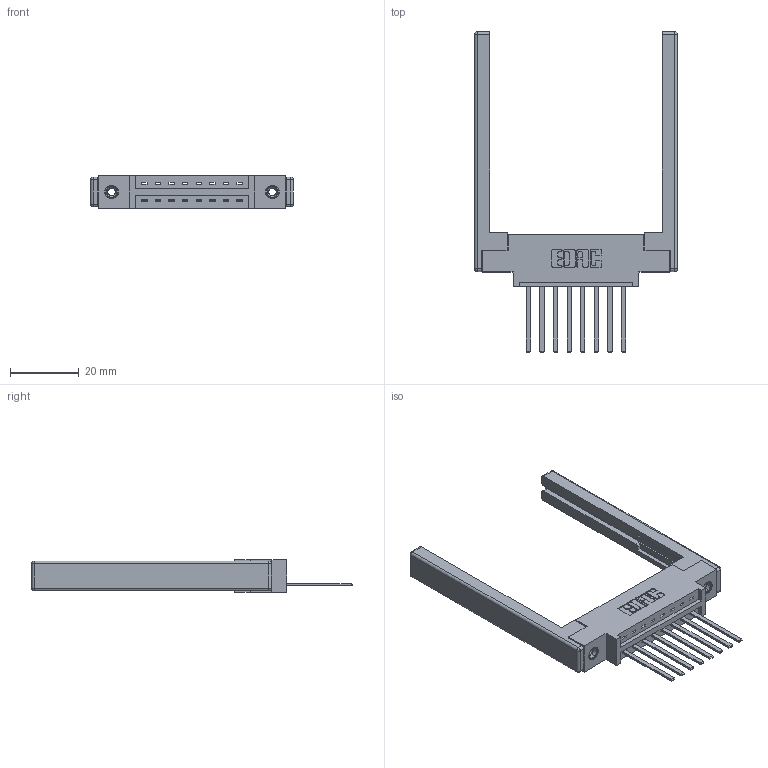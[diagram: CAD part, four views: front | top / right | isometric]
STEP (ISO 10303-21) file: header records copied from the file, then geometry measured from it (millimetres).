
FILE_DESCRIPTION (( 'STEP AP203' ), '1' );
FILE_NAME ('337-008-544-668.STEP', '2019-09-27T19:26:15', ( '' ), ( '' ), 'SwSTEP 2.0', 'SolidWorks 2016', '' );
FILE_SCHEMA (( 'CONFIG_CONTROL_DESIGN' ));
Length unit declared in the file: inch
Products named in the file (5): 337 Part_0.170 Offset - 0.156 Dia-TI; 307-220-068; 337-008-544-668; 345-292-001_345-293-144; 345-250-001_345-250-001-102
Assembly tree (13 placements, depth 2):
  337-008-544-668
    337 Part_0.170 Offset - 0.156 Dia-TI
    345-292-001_345-293-144  x8
    345-250-001_345-250-001-102  x2
    307-220-068  x2
Bounding box: 59.13 x 93.35 x 9.4 mm (x, y, z)
Volume: 10086.6 mm3; surface area: 10190.5 mm2
Topology: 13 solids, 13 shells, 720 faces, 2073 edges, 1350 vertices
Faces by surface type: plane 498, cylinder 198, cone 12, sphere 8, torus 4
Entity records: 13052 total; most frequent: CARTESIAN_POINT 2227, ORIENTED_EDGE 2160, DIRECTION 2014, EDGE_CURVE 1080, LINE 906, VECTOR 906, VERTEX_POINT 710, AXIS2_PLACEMENT_3D 554
